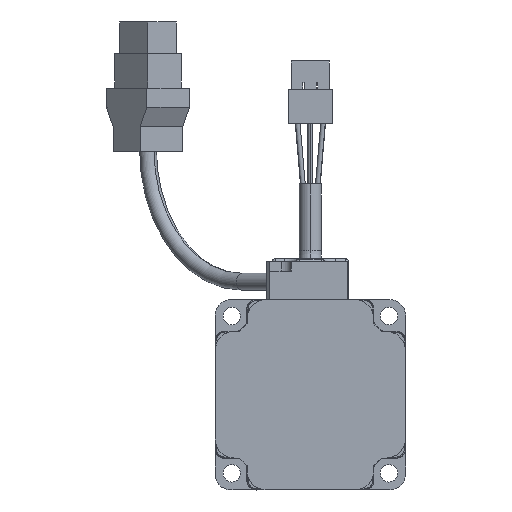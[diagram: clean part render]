
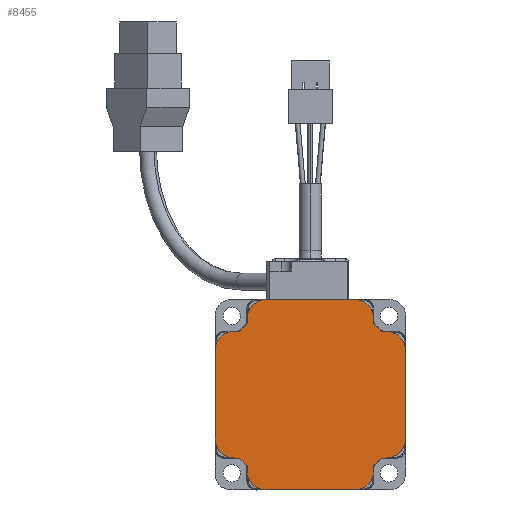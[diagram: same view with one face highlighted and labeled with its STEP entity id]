
A CAD part, front view. The second image highlights one B-rep face of the part: STEP entity #8455.
In plain terms, the highlighted planar face has unit normal (0, -1, 0).
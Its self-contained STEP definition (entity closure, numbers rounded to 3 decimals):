
#632=CIRCLE('',#8982,6.);
#633=CIRCLE('',#8985,29.94);
#634=CIRCLE('',#8988,6.);
#638=CIRCLE('',#8996,6.);
#667=CIRCLE('',#9072,6.);
#668=CIRCLE('',#9073,29.94);
#669=CIRCLE('',#9074,6.);
#670=CIRCLE('',#9075,6.);
#671=CIRCLE('',#9076,29.94);
#672=CIRCLE('',#9077,6.);
#673=CIRCLE('',#9078,6.);
#674=CIRCLE('',#9079,29.94);
#1183=VERTEX_POINT('',#12963);
#1184=VERTEX_POINT('',#12965);
#1185=VERTEX_POINT('',#12969);
#1186=VERTEX_POINT('',#12973);
#1187=VERTEX_POINT('',#12977);
#1188=VERTEX_POINT('',#12981);
#1195=VERTEX_POINT('',#13069);
#1196=VERTEX_POINT('',#13071);
#1260=VERTEX_POINT('',#13519);
#1261=VERTEX_POINT('',#13523);
#1262=VERTEX_POINT('',#13525);
#1263=VERTEX_POINT('',#13527);
#1264=VERTEX_POINT('',#13529);
#1265=VERTEX_POINT('',#13531);
#1266=VERTEX_POINT('',#13533);
#1267=VERTEX_POINT('',#13535);
#1268=VERTEX_POINT('',#13537);
#1269=VERTEX_POINT('',#13539);
#1270=VERTEX_POINT('',#13541);
#1271=VERTEX_POINT('',#13543);
#1272=VERTEX_POINT('',#13545);
#1273=VERTEX_POINT('',#13547);
#1274=VERTEX_POINT('',#13549);
#1275=VERTEX_POINT('',#13551);
#1946=VECTOR('',#10164,1.);
#1949=VECTOR('',#10172,1.);
#2012=VECTOR('',#10377,1.);
#2013=VECTOR('',#10381,1.);
#2014=VECTOR('',#10384,1.);
#2015=VECTOR('',#10387,1.);
#2016=VECTOR('',#10390,1.);
#2017=VECTOR('',#10393,1.);
#2018=VECTOR('',#10396,1.);
#2019=VECTOR('',#10399,1.);
#2020=VECTOR('',#10402,1.);
#2021=VECTOR('',#10403,1.);
#2723=LINE('',#12968,#1946);
#2726=LINE('',#12976,#1949);
#2789=LINE('',#13520,#2012);
#2790=LINE('',#13524,#2013);
#2791=LINE('',#13528,#2014);
#2792=LINE('',#13532,#2015);
#2793=LINE('',#13536,#2016);
#2794=LINE('',#13540,#2017);
#2795=LINE('',#13544,#2018);
#2796=LINE('',#13548,#2019);
#2797=LINE('',#13552,#2020);
#2798=LINE('',#13553,#2021);
#3640=EDGE_CURVE('',#1183,#1184,#632,.T.);
#3642=EDGE_CURVE('',#1184,#1185,#2723,.T.);
#3644=EDGE_CURVE('',#1185,#1186,#633,.T.);
#3646=EDGE_CURVE('',#1186,#1187,#2726,.T.);
#3648=EDGE_CURVE('',#1187,#1188,#634,.T.);
#3661=EDGE_CURVE('',#1195,#1196,#638,.T.);
#3776=EDGE_CURVE('',#1260,#1183,#2789,.T.);
#3777=EDGE_CURVE('',#1261,#1260,#667,.T.);
#3778=EDGE_CURVE('',#1261,#1262,#2790,.T.);
#3779=EDGE_CURVE('',#1263,#1262,#668,.T.);
#3780=EDGE_CURVE('',#1263,#1264,#2791,.T.);
#3781=EDGE_CURVE('',#1265,#1264,#669,.T.);
#3782=EDGE_CURVE('',#1265,#1266,#2792,.T.);
#3783=EDGE_CURVE('',#1267,#1266,#670,.T.);
#3784=EDGE_CURVE('',#1267,#1268,#2793,.T.);
#3785=EDGE_CURVE('',#1269,#1268,#671,.T.);
#3786=EDGE_CURVE('',#1269,#1270,#2794,.T.);
#3787=EDGE_CURVE('',#1271,#1270,#672,.T.);
#3788=EDGE_CURVE('',#1271,#1272,#2795,.T.);
#3789=EDGE_CURVE('',#1273,#1272,#673,.T.);
#3790=EDGE_CURVE('',#1273,#1274,#2796,.T.);
#3791=EDGE_CURVE('',#1275,#1274,#674,.T.);
#3792=EDGE_CURVE('',#1275,#1196,#2797,.T.);
#3793=EDGE_CURVE('',#1195,#1188,#2798,.T.);
#5420=ORIENTED_EDGE('',*,*,#3646,.F.);
#5421=ORIENTED_EDGE('',*,*,#3644,.F.);
#5422=ORIENTED_EDGE('',*,*,#3642,.F.);
#5423=ORIENTED_EDGE('',*,*,#3640,.F.);
#5424=ORIENTED_EDGE('',*,*,#3776,.F.);
#5425=ORIENTED_EDGE('',*,*,#3777,.F.);
#5426=ORIENTED_EDGE('',*,*,#3778,.T.);
#5427=ORIENTED_EDGE('',*,*,#3779,.F.);
#5428=ORIENTED_EDGE('',*,*,#3780,.T.);
#5429=ORIENTED_EDGE('',*,*,#3781,.F.);
#5430=ORIENTED_EDGE('',*,*,#3782,.T.);
#5431=ORIENTED_EDGE('',*,*,#3783,.F.);
#5432=ORIENTED_EDGE('',*,*,#3784,.T.);
#5433=ORIENTED_EDGE('',*,*,#3785,.F.);
#5434=ORIENTED_EDGE('',*,*,#3786,.T.);
#5435=ORIENTED_EDGE('',*,*,#3787,.F.);
#5436=ORIENTED_EDGE('',*,*,#3788,.T.);
#5437=ORIENTED_EDGE('',*,*,#3789,.F.);
#5438=ORIENTED_EDGE('',*,*,#3790,.T.);
#5439=ORIENTED_EDGE('',*,*,#3791,.F.);
#5440=ORIENTED_EDGE('',*,*,#3792,.T.);
#5441=ORIENTED_EDGE('',*,*,#3661,.F.);
#5442=ORIENTED_EDGE('',*,*,#3793,.T.);
#5443=ORIENTED_EDGE('',*,*,#3648,.F.);
#7360=EDGE_LOOP('',(#5420,#5421,#5422,#5423,#5424,#5425,#5426,#5427,#5428,
#5429,#5430,#5431,#5432,#5433,#5434,#5435,#5436,#5437,#5438,#5439,#5440,
#5441,#5442,#5443));
#7923=FACE_BOUND('',#7360,.T.);
#8455=ADVANCED_FACE('',(#7923),#16018,.F.);
#8982=AXIS2_PLACEMENT_3D('',#12964,#10160,#10161);
#8985=AXIS2_PLACEMENT_3D('',#12972,#10168,#10169);
#8988=AXIS2_PLACEMENT_3D('',#12980,#10176,#10177);
#8996=AXIS2_PLACEMENT_3D('',#13070,#10196,#10197);
#9071=AXIS2_PLACEMENT_3D('',#13521,#10378,$);
#9072=AXIS2_PLACEMENT_3D('',#13522,#10379,#10380);
#9073=AXIS2_PLACEMENT_3D('',#13526,#10382,#10383);
#9074=AXIS2_PLACEMENT_3D('',#13530,#10385,#10386);
#9075=AXIS2_PLACEMENT_3D('',#13534,#10388,#10389);
#9076=AXIS2_PLACEMENT_3D('',#13538,#10391,#10392);
#9077=AXIS2_PLACEMENT_3D('',#13542,#10394,#10395);
#9078=AXIS2_PLACEMENT_3D('',#13546,#10397,#10398);
#9079=AXIS2_PLACEMENT_3D('',#13550,#10400,#10401);
#10160=DIRECTION('',(0.,1.,0.));
#10161=DIRECTION('',(-6.,0.,0.));
#10164=DIRECTION('',(1.,0.,0.));
#10168=DIRECTION('',(0.,1.,0.));
#10169=DIRECTION('',(-22.338,0.,19.935));
#10172=DIRECTION('',(0.,0.,1.));
#10176=DIRECTION('',(0.,1.,0.));
#10177=DIRECTION('',(-6.,0.,0.));
#10196=DIRECTION('',(0.,1.,0.));
#10197=DIRECTION('',(0.,0.,6.));
#10377=DIRECTION('',(0.,0.,1.));
#10378=DIRECTION('',(0.,1.,0.));
#10379=DIRECTION('',(0.,1.,0.));
#10380=DIRECTION('',(0.,0.,-6.));
#10381=DIRECTION('',(1.,0.,0.));
#10382=DIRECTION('',(0.,1.,0.));
#10383=DIRECTION('',(-19.935,0.,-22.338));
#10384=DIRECTION('',(0.,0.,-1.));
#10385=DIRECTION('',(0.,1.,0.));
#10386=DIRECTION('',(0.,0.,-6.));
#10387=DIRECTION('',(1.,0.,0.));
#10388=DIRECTION('',(0.,1.,0.));
#10389=DIRECTION('',(6.,0.,0.));
#10390=DIRECTION('',(0.,0.,1.));
#10391=DIRECTION('',(0.,1.,0.));
#10392=DIRECTION('',(22.338,0.,-19.935));
#10393=DIRECTION('',(1.,0.,0.));
#10394=DIRECTION('',(0.,1.,0.));
#10395=DIRECTION('',(6.,0.,0.));
#10396=DIRECTION('',(0.,0.,1.));
#10397=DIRECTION('',(0.,1.,0.));
#10398=DIRECTION('',(0.,0.,6.));
#10399=DIRECTION('',(-1.,0.,0.));
#10400=DIRECTION('',(0.,1.,0.));
#10401=DIRECTION('',(19.935,0.,22.338));
#10402=DIRECTION('',(0.,0.,1.));
#10403=DIRECTION('',(-1.,0.,0.));
#12963=CARTESIAN_POINT('',(-29.935,-106.85,13.935));
#12964=CARTESIAN_POINT('',(-23.935,-106.85,13.935));
#12965=CARTESIAN_POINT('',(-23.935,-106.85,19.935));
#12968=CARTESIAN_POINT('',(-23.935,-106.85,19.935));
#12969=CARTESIAN_POINT('',(-22.338,-106.85,19.935));
#12972=CARTESIAN_POINT('',(0.,-106.85,0.));
#12973=CARTESIAN_POINT('',(-19.935,-106.85,22.338));
#12976=CARTESIAN_POINT('',(-19.935,-106.85,22.338));
#12977=CARTESIAN_POINT('',(-19.935,-106.85,23.935));
#12980=CARTESIAN_POINT('',(-13.935,-106.85,23.935));
#12981=CARTESIAN_POINT('',(-13.935,-106.85,29.935));
#13069=CARTESIAN_POINT('',(13.935,-106.85,29.935));
#13070=CARTESIAN_POINT('',(13.935,-106.85,23.935));
#13071=CARTESIAN_POINT('',(19.935,-106.85,23.935));
#13519=CARTESIAN_POINT('',(-29.935,-106.85,-13.935));
#13520=CARTESIAN_POINT('',(-29.935,-106.85,-13.935));
#13521=CARTESIAN_POINT('',(0.,-106.85,0.));
#13522=CARTESIAN_POINT('',(-23.935,-106.85,-13.935));
#13523=CARTESIAN_POINT('',(-23.935,-106.85,-19.935));
#13524=CARTESIAN_POINT('',(-23.935,-106.85,-19.935));
#13525=CARTESIAN_POINT('',(-22.338,-106.85,-19.935));
#13526=CARTESIAN_POINT('',(0.,-106.85,0.));
#13527=CARTESIAN_POINT('',(-19.935,-106.85,-22.338));
#13528=CARTESIAN_POINT('',(-19.935,-106.85,-22.338));
#13529=CARTESIAN_POINT('',(-19.935,-106.85,-23.935));
#13530=CARTESIAN_POINT('',(-13.935,-106.85,-23.935));
#13531=CARTESIAN_POINT('',(-13.935,-106.85,-29.935));
#13532=CARTESIAN_POINT('',(-13.935,-106.85,-29.935));
#13533=CARTESIAN_POINT('',(13.935,-106.85,-29.935));
#13534=CARTESIAN_POINT('',(13.935,-106.85,-23.935));
#13535=CARTESIAN_POINT('',(19.935,-106.85,-23.935));
#13536=CARTESIAN_POINT('',(19.935,-106.85,-23.935));
#13537=CARTESIAN_POINT('',(19.935,-106.85,-22.338));
#13538=CARTESIAN_POINT('',(0.,-106.85,0.));
#13539=CARTESIAN_POINT('',(22.338,-106.85,-19.935));
#13540=CARTESIAN_POINT('',(22.338,-106.85,-19.935));
#13541=CARTESIAN_POINT('',(23.935,-106.85,-19.935));
#13542=CARTESIAN_POINT('',(23.935,-106.85,-13.935));
#13543=CARTESIAN_POINT('',(29.935,-106.85,-13.935));
#13544=CARTESIAN_POINT('',(29.935,-106.85,-13.935));
#13545=CARTESIAN_POINT('',(29.935,-106.85,13.935));
#13546=CARTESIAN_POINT('',(23.935,-106.85,13.935));
#13547=CARTESIAN_POINT('',(23.935,-106.85,19.935));
#13548=CARTESIAN_POINT('',(23.935,-106.85,19.935));
#13549=CARTESIAN_POINT('',(22.338,-106.85,19.935));
#13550=CARTESIAN_POINT('',(0.,-106.85,0.));
#13551=CARTESIAN_POINT('',(19.935,-106.85,22.338));
#13552=CARTESIAN_POINT('',(19.935,-106.85,22.338));
#13553=CARTESIAN_POINT('',(13.935,-106.85,29.935));
#16018=PLANE('',#9071);
